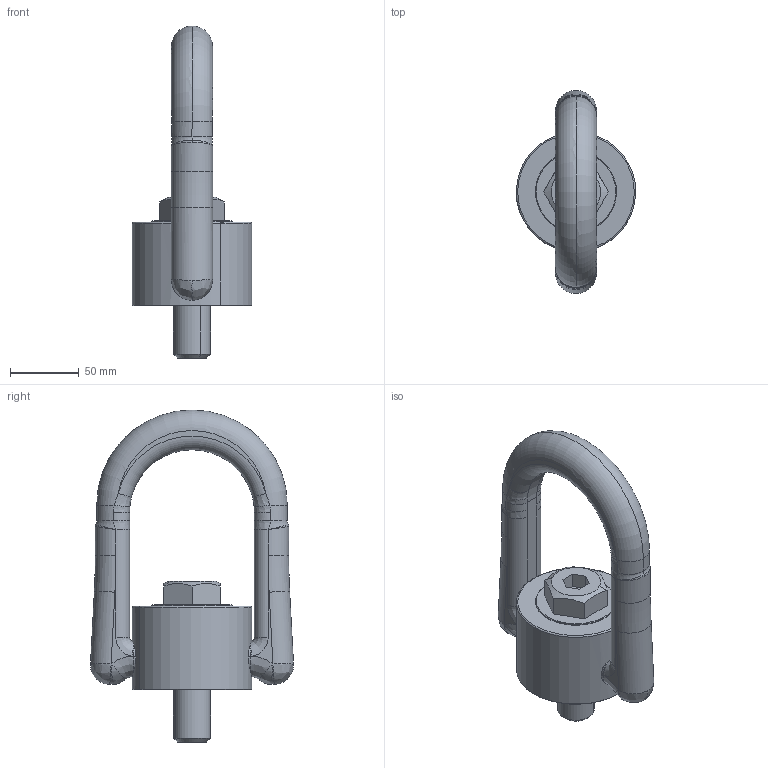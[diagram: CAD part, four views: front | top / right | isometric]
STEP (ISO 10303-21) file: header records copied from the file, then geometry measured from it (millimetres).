
FILE_DESCRIPTION(('CATIA V5 STEP Exchange'),'2;1');
FILE_NAME('8-231-056.stp','2016-03-29T05:52:57+00:00',('none'),('none'),'CATIA Version 5 Release 21 GA (IN-10)','CATIA V5 STEP AP203','none');
FILE_SCHEMA(('CONFIG_CONTROL_DESIGN'));
Length unit declared in the file: millimetre
Products named in the file (1): 8-231-056
Bounding box: 86.98 x 147.96 x 241.99 mm (x, y, z)
Volume: 692562.7 mm3; surface area: 72705.9 mm2
Topology: 1 solids, 1 shells, 121 faces, 293 edges, 174 vertices
Faces by surface type: bspline 40, cylinder 33, plane 26, torus 12, cone 8, extrusion 2
Entity records: 9276 total; most frequent: CARTESIAN_POINT 6926, ORIENTED_EDGE 578, EDGE_CURVE 289, DIRECTION 276, VERTEX_POINT 174, B_SPLINE_CURVE_WITH_KNOTS 141, AXIS2_PLACEMENT_3D 129, EDGE_LOOP 127
